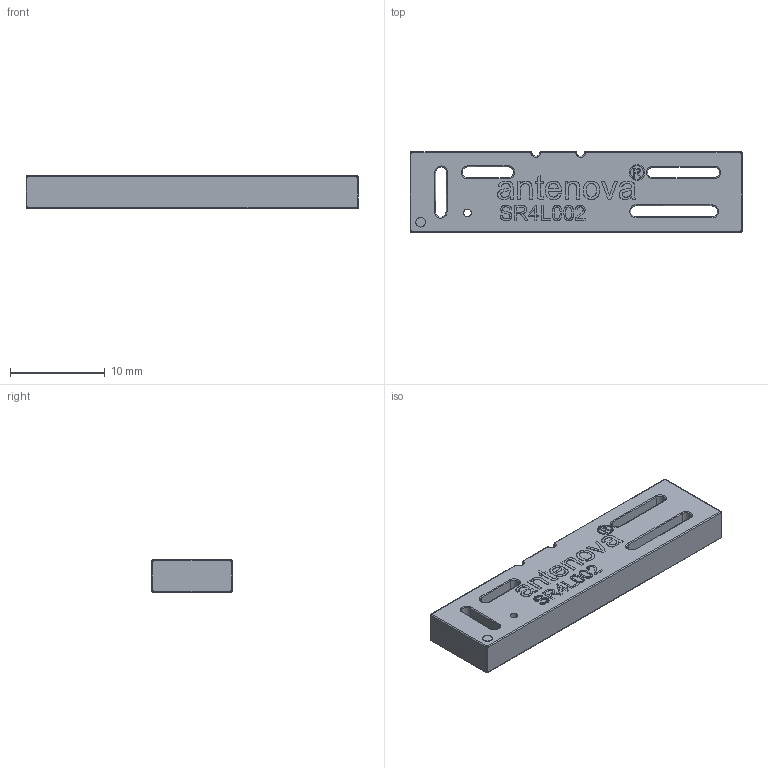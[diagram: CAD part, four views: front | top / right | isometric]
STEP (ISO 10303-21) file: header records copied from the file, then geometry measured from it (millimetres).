
FILE_DESCRIPTION(/* description */ (''),/* implementation_level */ '2;1');
FILE_NAME(/* name */ 'Antenova - SR4L002.step',/* time_stamp */ '2019-12-12T04:48:44+00:00',/* author */ (''),/* organization */ (''),/* preprocessor_version */ 'ST-DEVELOPER v18',/* originating_system */ 'Autodesk Translation Framework v8.12.0.6',/* authorisation */ '');
FILE_SCHEMA (('AUTOMOTIVE_DESIGN { 1 0 10303 214 3 1 1 }'));
Length unit declared in the file: millimetre
Products named in the file (1): Antenova - SR4L002
Bounding box: 35 x 8.5 x 3.5 mm (x, y, z)
Volume: 906.4 mm3; surface area: 1046.9 mm2
Topology: 1 solids, 1 shells, 594 faces, 1587 edges, 1038 vertices
Faces by surface type: bspline 325, plane 216, cylinder 41, torus 12
Full cylindrical faces by diameter (mm): 0.819 x1, 1.023 x1, 1.403 x1, 1.654 x1
Entity records: 25055 total; most frequent: CARTESIAN_POINT 11709, ORIENTED_EDGE 3174, DIRECTION 1725, EDGE_CURVE 1587, VERTEX_POINT 1038, LINE 793, VECTOR 793, EDGE_LOOP 647
